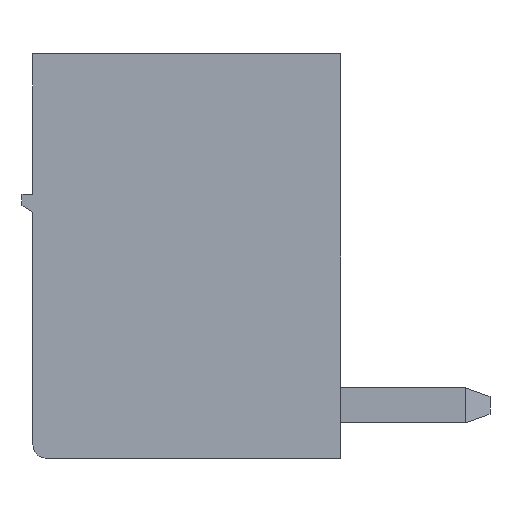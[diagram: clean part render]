
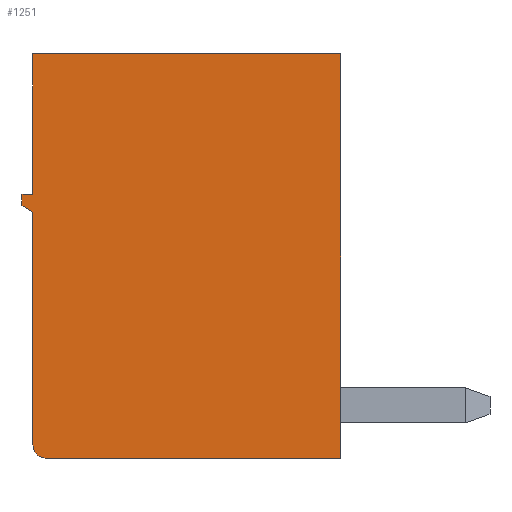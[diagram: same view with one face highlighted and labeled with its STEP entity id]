
A CAD part, left-side view. The second image highlights one B-rep face of the part: STEP entity #1251.
In plain terms, the highlighted planar face has unit normal (-1, 0, 0).
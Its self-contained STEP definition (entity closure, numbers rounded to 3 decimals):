
#1251 = ADVANCED_FACE( '', ( #2532 ), #2533, .F. );
#2532 = FACE_OUTER_BOUND( '', #3807, .T. );
#2533 = PLANE( '', #3808 );
#3807 = EDGE_LOOP( '', ( #7550, #7551, #7552, #7553, #7554, #7555, #7556, #7557, #7558 ) );
#3808 = AXIS2_PLACEMENT_3D( '', #7559, #7560, #7561 );
#7550 = ORIENTED_EDGE( '', *, *, #8825, .F. );
#7551 = ORIENTED_EDGE( '', *, *, #7757, .F. );
#7552 = ORIENTED_EDGE( '', *, *, #8944, .F. );
#7553 = ORIENTED_EDGE( '', *, *, #8225, .F. );
#7554 = ORIENTED_EDGE( '', *, *, #8985, .F. );
#7555 = ORIENTED_EDGE( '', *, *, #8130, .F. );
#7556 = ORIENTED_EDGE( '', *, *, #8067, .F. );
#7557 = ORIENTED_EDGE( '', *, *, #9020, .T. );
#7558 = ORIENTED_EDGE( '', *, *, #8367, .F. );
#7559 = CARTESIAN_POINT( '', ( -1017.027, -264.14, 0.933 ) );
#7560 = DIRECTION( '', ( 1., 0., 0. ) );
#7561 = DIRECTION( '', ( 0., 1., 0. ) );
#7757 = EDGE_CURVE( '', #9373, #9369, #9375, .T. );
#8067 = EDGE_CURVE( '', #9914, #9910, #9916, .T. );
#8130 = EDGE_CURVE( '', #9910, #10005, #10008, .T. );
#8225 = EDGE_CURVE( '', #10153, #10149, #10155, .T. );
#8367 = EDGE_CURVE( '', #10375, #10305, #10377, .T. );
#8825 = EDGE_CURVE( '', #9369, #10375, #10963, .T. );
#8944 = EDGE_CURVE( '', #10149, #9373, #11095, .T. );
#8985 = EDGE_CURVE( '', #10005, #10153, #11139, .T. );
#9020 = EDGE_CURVE( '', #9914, #10305, #11175, .T. );
#9369 = VERTEX_POINT( '', #11661 );
#9373 = VERTEX_POINT( '', #11667 );
#9375 = LINE( '', #11670, #11671 );
#9910 = VERTEX_POINT( '', #12455 );
#9914 = VERTEX_POINT( '', #12461 );
#9916 = LINE( '', #12464, #12465 );
#10005 = VERTEX_POINT( '', #12597 );
#10008 = LINE( '', #12602, #12603 );
#10149 = VERTEX_POINT( '', #12807 );
#10153 = VERTEX_POINT( '', #12813 );
#10155 = LINE( '', #12816, #12817 );
#10305 = VERTEX_POINT( '', #13039 );
#10375 = VERTEX_POINT( '', #13149 );
#10377 = LINE( '', #13152, #13153 );
#10963 = LINE( '', #14038, #14039 );
#11095 = LINE( '', #14232, #14233 );
#11139 = LINE( '', #14292, #14293 );
#11175 = CIRCLE( '', #14338, 0.3 );
#11661 = CARTESIAN_POINT( '', ( -1017.027, -271.14, 0.933 ) );
#11667 = CARTESIAN_POINT( '', ( -1017.027, -264.14, 0.933 ) );
#11670 = CARTESIAN_POINT( '', ( -1017.027, -271.14, 0.933 ) );
#11671 = VECTOR( '', #14531, 1000. );
#12455 = CARTESIAN_POINT( '', ( -1017.027, -264.14, -2.667 ) );
#12461 = CARTESIAN_POINT( '', ( -1017.027, -264.14, -7.967 ) );
#12464 = CARTESIAN_POINT( '', ( -1017.027, -264.14, -2.667 ) );
#12465 = VECTOR( '', #14823, 1000. );
#12597 = CARTESIAN_POINT( '', ( -1017.027, -263.89, -2.517 ) );
#12602 = CARTESIAN_POINT( '', ( -1017.027, -263.89, -2.517 ) );
#12603 = VECTOR( '', #14875, 1000. );
#12807 = CARTESIAN_POINT( '', ( -1017.027, -264.14, -2.267 ) );
#12813 = CARTESIAN_POINT( '', ( -1017.027, -263.89, -2.267 ) );
#12816 = CARTESIAN_POINT( '', ( -1017.027, -264.14, -2.267 ) );
#12817 = VECTOR( '', #14957, 1000. );
#13039 = CARTESIAN_POINT( '', ( -1017.027, -264.44, -8.267 ) );
#13149 = CARTESIAN_POINT( '', ( -1017.027, -271.14, -8.267 ) );
#13152 = CARTESIAN_POINT( '', ( -1017.027, -264.44, -8.267 ) );
#13153 = VECTOR( '', #15083, 1000. );
#14038 = CARTESIAN_POINT( '', ( -1017.027, -271.14, -8.267 ) );
#14039 = VECTOR( '', #15422, 1000. );
#14232 = CARTESIAN_POINT( '', ( -1017.027, -264.14, 0.933 ) );
#14233 = VECTOR( '', #15493, 1000. );
#14292 = CARTESIAN_POINT( '', ( -1017.027, -263.89, -2.267 ) );
#14293 = VECTOR( '', #15512, 1000. );
#14338 = AXIS2_PLACEMENT_3D( '', #15525, #15526, #15527 );
#14531 = DIRECTION( '', ( 0., -1., 0. ) );
#14823 = DIRECTION( '', ( 0., 0., 1. ) );
#14875 = DIRECTION( '', ( 0., 0.857, 0.514 ) );
#14957 = DIRECTION( '', ( 0., -1., 0. ) );
#15083 = DIRECTION( '', ( 0., 1., 0. ) );
#15422 = DIRECTION( '', ( 0., 0., -1. ) );
#15493 = DIRECTION( '', ( 0., 0., 1. ) );
#15512 = DIRECTION( '', ( 0., 0., 1. ) );
#15525 = CARTESIAN_POINT( '', ( -1017.027, -264.44, -7.967 ) );
#15526 = DIRECTION( '', ( -1., 0., 0. ) );
#15527 = DIRECTION( '', ( 0., 0., -1. ) );
